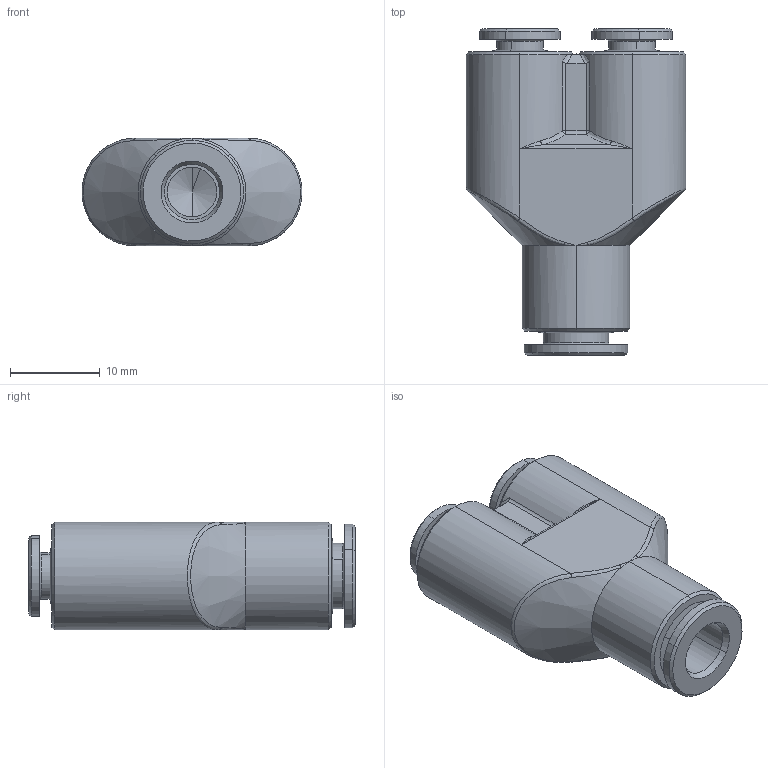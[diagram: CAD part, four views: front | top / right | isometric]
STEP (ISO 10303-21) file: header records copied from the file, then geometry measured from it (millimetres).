
FILE_DESCRIPTION (( 'STEP AP203' ), '1' );
FILE_NAME ('A0273010.STEP', '2009-04-08T14:19:21', ( '' ), ( 'sopra-pneumatic' ), 'SwSTEP 2.0', 'SolidWorks 2009', '' );
FILE_SCHEMA (( 'CONFIG_CONTROL_DESIGN' ));
Length unit declared in the file: millimetre
Products named in the file (1): A0273010
Bounding box: 24.5 x 36.4 x 12 mm (x, y, z)
Volume: 5109.8 mm3; surface area: 3575.2 mm2
Topology: 1 solids, 1 shells, 147 faces, 333 edges, 185 vertices
Faces by surface type: cylinder 57, cone 38, plane 24, bspline 24, sphere 4
Entity records: 4850 total; most frequent: CARTESIAN_POINT 1696, DIRECTION 657, ORIENTED_EDGE 638, EDGE_CURVE 319, AXIS2_PLACEMENT_3D 276, VERTEX_POINT 185, EDGE_LOOP 162, CIRCLE 152
